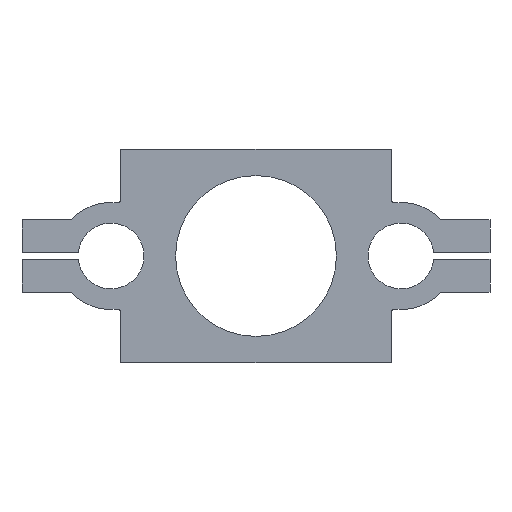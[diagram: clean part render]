
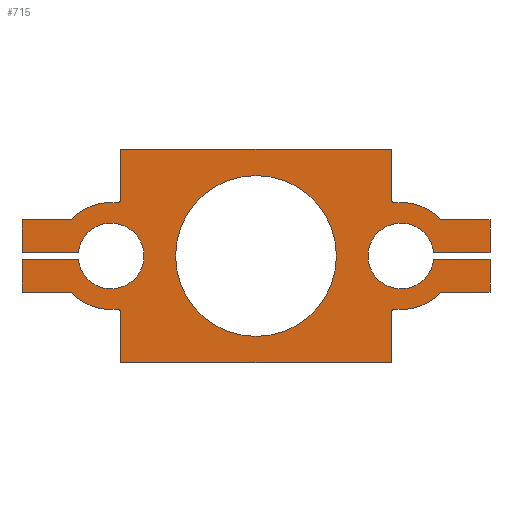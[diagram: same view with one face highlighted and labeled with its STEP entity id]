
A CAD part, front view. The second image highlights one B-rep face of the part: STEP entity #715.
In plain terms, the highlighted planar face has unit normal (0, -1, 0).
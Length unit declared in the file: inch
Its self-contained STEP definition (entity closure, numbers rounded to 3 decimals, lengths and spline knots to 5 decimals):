
#24=FACE_BOUND('',#124,.T.);
#44=PLANE('',#796);
#79=FACE_OUTER_BOUND('',#123,.T.);
#123=EDGE_LOOP('',(#636,#637,#638,#639,#640,#641,#642,#643,#644,#645,#646,
#647,#648,#649,#650,#651,#652,#653,#654,#655,#656,#657,#658,#659,#660,#661,
#662,#663));
#124=EDGE_LOOP('',(#664,#665));
#131=LINE('',#1029,#200);
#132=LINE('',#1033,#201);
#136=LINE('',#1041,#205);
#139=LINE('',#1047,#208);
#145=LINE('',#1071,#214);
#149=LINE('',#1083,#218);
#152=LINE('',#1089,#221);
#155=LINE('',#1094,#224);
#161=LINE('',#1119,#230);
#164=LINE('',#1124,#233);
#166=LINE('',#1129,#235);
#170=LINE('',#1137,#239);
#173=LINE('',#1143,#242);
#181=LINE('',#1170,#250);
#182=LINE('',#1172,#251);
#186=LINE('',#1192,#255);
#189=LINE('',#1198,#258);
#192=LINE('',#1203,#261);
#200=VECTOR('',#825,0.3937);
#201=VECTOR('',#828,0.3937);
#205=VECTOR('',#834,0.3937);
#208=VECTOR('',#839,0.3937);
#214=VECTOR('',#865,0.3937);
#218=VECTOR('',#877,0.3937);
#221=VECTOR('',#882,0.3937);
#224=VECTOR('',#887,0.3937);
#230=VECTOR('',#913,0.3937);
#233=VECTOR('',#918,0.3937);
#235=VECTOR('',#922,0.3937);
#239=VECTOR('',#928,0.3937);
#242=VECTOR('',#933,0.3937);
#250=VECTOR('',#961,0.3937);
#251=VECTOR('',#964,0.3937);
#255=VECTOR('',#986,0.3937);
#258=VECTOR('',#991,0.3937);
#261=VECTOR('',#996,0.3937);
#267=CIRCLE('',#737,0.025);
#269=CIRCLE('',#744,0.40697);
#271=CIRCLE('',#747,0.025);
#274=CIRCLE('',#751,0.40697);
#275=CIRCLE('',#754,0.25);
#281=CIRCLE('',#766,0.025);
#284=CIRCLE('',#775,0.40697);
#285=CIRCLE('',#777,0.025);
#287=CIRCLE('',#780,0.40697);
#290=CIRCLE('',#786,0.61024);
#291=CIRCLE('',#787,0.61024);
#293=CIRCLE('',#790,0.25);
#299=VERTEX_POINT('',#1016);
#300=VERTEX_POINT('',#1017);
#304=VERTEX_POINT('',#1027);
#305=VERTEX_POINT('',#1031);
#306=VERTEX_POINT('',#1032);
#309=VERTEX_POINT('',#1040);
#311=VERTEX_POINT('',#1046);
#313=VERTEX_POINT('',#1055);
#314=VERTEX_POINT('',#1056);
#318=VERTEX_POINT('',#1066);
#319=VERTEX_POINT('',#1070);
#321=VERTEX_POINT('',#1076);
#323=VERTEX_POINT('',#1082);
#325=VERTEX_POINT('',#1088);
#331=VERTEX_POINT('',#1109);
#332=VERTEX_POINT('',#1110);
#335=VERTEX_POINT('',#1118);
#337=VERTEX_POINT('',#1127);
#338=VERTEX_POINT('',#1128);
#341=VERTEX_POINT('',#1136);
#343=VERTEX_POINT('',#1142);
#345=VERTEX_POINT('',#1151);
#346=VERTEX_POINT('',#1152);
#349=VERTEX_POINT('',#1160);
#352=VERTEX_POINT('',#1168);
#355=VERTEX_POINT('',#1178);
#356=VERTEX_POINT('',#1180);
#357=VERTEX_POINT('',#1185);
#359=VERTEX_POINT('',#1191);
#361=VERTEX_POINT('',#1197);
#369=EDGE_CURVE('',#299,#300,#267,.T.);
#375=EDGE_CURVE('',#300,#304,#131,.T.);
#376=EDGE_CURVE('',#305,#306,#132,.T.);
#380=EDGE_CURVE('',#306,#309,#136,.T.);
#383=EDGE_CURVE('',#309,#311,#139,.T.);
#386=EDGE_CURVE('',#299,#311,#269,.T.);
#388=EDGE_CURVE('',#313,#314,#271,.T.);
#394=EDGE_CURVE('',#314,#318,#274,.T.);
#395=EDGE_CURVE('',#313,#319,#145,.T.);
#398=EDGE_CURVE('',#305,#321,#275,.T.);
#401=EDGE_CURVE('',#321,#323,#149,.T.);
#404=EDGE_CURVE('',#323,#325,#152,.T.);
#407=EDGE_CURVE('',#325,#318,#155,.T.);
#415=EDGE_CURVE('',#331,#332,#281,.T.);
#419=EDGE_CURVE('',#332,#335,#161,.T.);
#422=EDGE_CURVE('',#335,#304,#164,.T.);
#424=EDGE_CURVE('',#337,#338,#166,.T.);
#428=EDGE_CURVE('',#338,#341,#170,.T.);
#431=EDGE_CURVE('',#341,#343,#173,.T.);
#435=EDGE_CURVE('',#331,#343,#284,.T.);
#436=EDGE_CURVE('',#345,#346,#285,.T.);
#440=EDGE_CURVE('',#346,#349,#287,.T.);
#445=EDGE_CURVE('',#345,#352,#181,.T.);
#446=EDGE_CURVE('',#319,#352,#182,.T.);
#450=EDGE_CURVE('',#355,#356,#290,.T.);
#451=EDGE_CURVE('',#356,#355,#291,.T.);
#453=EDGE_CURVE('',#337,#357,#293,.T.);
#456=EDGE_CURVE('',#357,#359,#186,.T.);
#459=EDGE_CURVE('',#359,#361,#189,.T.);
#462=EDGE_CURVE('',#361,#349,#192,.T.);
#636=ORIENTED_EDGE('',*,*,#422,.F.);
#637=ORIENTED_EDGE('',*,*,#419,.F.);
#638=ORIENTED_EDGE('',*,*,#415,.F.);
#639=ORIENTED_EDGE('',*,*,#435,.T.);
#640=ORIENTED_EDGE('',*,*,#431,.F.);
#641=ORIENTED_EDGE('',*,*,#428,.F.);
#642=ORIENTED_EDGE('',*,*,#424,.F.);
#643=ORIENTED_EDGE('',*,*,#453,.T.);
#644=ORIENTED_EDGE('',*,*,#456,.T.);
#645=ORIENTED_EDGE('',*,*,#459,.T.);
#646=ORIENTED_EDGE('',*,*,#462,.T.);
#647=ORIENTED_EDGE('',*,*,#440,.F.);
#648=ORIENTED_EDGE('',*,*,#436,.F.);
#649=ORIENTED_EDGE('',*,*,#445,.T.);
#650=ORIENTED_EDGE('',*,*,#446,.F.);
#651=ORIENTED_EDGE('',*,*,#395,.F.);
#652=ORIENTED_EDGE('',*,*,#388,.T.);
#653=ORIENTED_EDGE('',*,*,#394,.T.);
#654=ORIENTED_EDGE('',*,*,#407,.F.);
#655=ORIENTED_EDGE('',*,*,#404,.F.);
#656=ORIENTED_EDGE('',*,*,#401,.F.);
#657=ORIENTED_EDGE('',*,*,#398,.F.);
#658=ORIENTED_EDGE('',*,*,#376,.T.);
#659=ORIENTED_EDGE('',*,*,#380,.T.);
#660=ORIENTED_EDGE('',*,*,#383,.T.);
#661=ORIENTED_EDGE('',*,*,#386,.F.);
#662=ORIENTED_EDGE('',*,*,#369,.T.);
#663=ORIENTED_EDGE('',*,*,#375,.T.);
#664=ORIENTED_EDGE('',*,*,#451,.F.);
#665=ORIENTED_EDGE('',*,*,#450,.F.);
#715=ADVANCED_FACE('',(#79,#24),#44,.F.);
#737=AXIS2_PLACEMENT_3D('',#1018,#815,#816);
#744=AXIS2_PLACEMENT_3D('',#1052,#844,#845);
#747=AXIS2_PLACEMENT_3D('',#1057,#850,#851);
#751=AXIS2_PLACEMENT_3D('',#1068,#861,#862);
#754=AXIS2_PLACEMENT_3D('',#1077,#870,#871);
#766=AXIS2_PLACEMENT_3D('',#1111,#905,#906);
#775=AXIS2_PLACEMENT_3D('',#1149,#940,#941);
#777=AXIS2_PLACEMENT_3D('',#1153,#944,#945);
#780=AXIS2_PLACEMENT_3D('',#1161,#952,#953);
#786=AXIS2_PLACEMENT_3D('',#1181,#971,#972);
#787=AXIS2_PLACEMENT_3D('',#1182,#973,#974);
#790=AXIS2_PLACEMENT_3D('',#1186,#979,#980);
#796=AXIS2_PLACEMENT_3D('',#1206,#1000,#1001);
#815=DIRECTION('center_axis',(0.,1.,0.));
#816=DIRECTION('ref_axis',(-0.665,0.,-0.747));
#825=DIRECTION('',(0.,0.,1.));
#828=DIRECTION('',(1.,0.,0.));
#834=DIRECTION('',(0.,0.,1.));
#839=DIRECTION('',(-1.,0.,0.));
#844=DIRECTION('center_axis',(0.,1.,0.));
#845=DIRECTION('ref_axis',(-0.184,0.,0.983));
#850=DIRECTION('center_axis',(0.,1.,0.));
#851=DIRECTION('ref_axis',(-0.665,0.,0.747));
#861=DIRECTION('center_axis',(0.,-1.,0.));
#862=DIRECTION('ref_axis',(-0.184,0.,-0.983));
#865=DIRECTION('',(0.,0.,-1.));
#870=DIRECTION('center_axis',(0.,-1.,0.));
#871=DIRECTION('ref_axis',(-1.,0.,0.));
#877=DIRECTION('',(1.,0.,0.));
#882=DIRECTION('',(0.,0.,-1.));
#887=DIRECTION('',(-1.,0.,0.));
#905=DIRECTION('center_axis',(0.,-1.,0.));
#906=DIRECTION('ref_axis',(0.665,0.,-0.747));
#913=DIRECTION('',(0.,0.,1.));
#918=DIRECTION('',(1.,0.,0.));
#922=DIRECTION('',(-1.,0.,0.));
#928=DIRECTION('',(0.,0.,1.));
#933=DIRECTION('',(1.,0.,0.));
#940=DIRECTION('center_axis',(0.,-1.,0.));
#941=DIRECTION('ref_axis',(0.184,0.,0.983));
#944=DIRECTION('center_axis',(0.,-1.,0.));
#945=DIRECTION('ref_axis',(0.665,0.,0.747));
#952=DIRECTION('center_axis',(0.,1.,0.));
#953=DIRECTION('ref_axis',(0.184,0.,-0.983));
#961=DIRECTION('',(0.,0.,-1.));
#964=DIRECTION('',(-1.,0.,0.));
#971=DIRECTION('center_axis',(0.,-1.,0.));
#972=DIRECTION('ref_axis',(1.,0.,0.));
#973=DIRECTION('center_axis',(0.,-1.,0.));
#974=DIRECTION('ref_axis',(1.,0.,0.));
#979=DIRECTION('center_axis',(0.,1.,0.));
#980=DIRECTION('ref_axis',(1.,0.,0.));
#986=DIRECTION('',(-1.,0.,0.));
#991=DIRECTION('',(0.,0.,-1.));
#996=DIRECTION('',(1.,0.,0.));
#1000=DIRECTION('center_axis',(0.,1.,0.));
#1001=DIRECTION('ref_axis',(1.,0.,0.));
#1016=CARTESIAN_POINT('',(1.05289,0.,0.40424));
#1017=CARTESIAN_POINT('',(1.025,0.,0.42907));
#1018=CARTESIAN_POINT('Origin',(1.05,0.,0.42907));
#1027=CARTESIAN_POINT('',(1.025,0.,0.81024));
#1029=CARTESIAN_POINT('',(1.025,0.,0.4));
#1031=CARTESIAN_POINT('',(1.34875,0.,0.025));
#1032=CARTESIAN_POINT('',(1.775,0.,0.025));
#1033=CARTESIAN_POINT('',(1.34875,0.,0.025));
#1040=CARTESIAN_POINT('',(1.775,0.,0.275));
#1041=CARTESIAN_POINT('',(1.775,0.,0.025));
#1046=CARTESIAN_POINT('',(1.4,0.,0.275));
#1047=CARTESIAN_POINT('',(1.775,0.,0.275));
#1052=CARTESIAN_POINT('Origin',(1.1,0.,0.));
#1055=CARTESIAN_POINT('',(1.025,0.,-0.42907));
#1056=CARTESIAN_POINT('',(1.05289,0.,-0.40424));
#1057=CARTESIAN_POINT('Origin',(1.05,0.,-0.42907));
#1066=CARTESIAN_POINT('',(1.4,0.,-0.275));
#1068=CARTESIAN_POINT('Origin',(1.1,0.,0.));
#1070=CARTESIAN_POINT('',(1.025,0.,-0.81024));
#1071=CARTESIAN_POINT('',(1.025,0.,-0.4));
#1076=CARTESIAN_POINT('',(1.34875,0.,-0.025));
#1077=CARTESIAN_POINT('Origin',(1.1,0.,0.));
#1082=CARTESIAN_POINT('',(1.775,0.,-0.025));
#1083=CARTESIAN_POINT('',(1.34875,0.,-0.025));
#1088=CARTESIAN_POINT('',(1.775,0.,-0.275));
#1089=CARTESIAN_POINT('',(1.775,0.,-0.025));
#1094=CARTESIAN_POINT('',(1.775,0.,-0.275));
#1109=CARTESIAN_POINT('',(-1.05289,0.,0.40424));
#1110=CARTESIAN_POINT('',(-1.025,0.,0.42907));
#1111=CARTESIAN_POINT('Origin',(-1.05,0.,0.42907));
#1118=CARTESIAN_POINT('',(-1.025,0.,0.81024));
#1119=CARTESIAN_POINT('',(-1.025,0.,0.4));
#1124=CARTESIAN_POINT('',(-1.4,0.,0.81024));
#1127=CARTESIAN_POINT('',(-1.34875,0.,0.025));
#1128=CARTESIAN_POINT('',(-1.775,0.,0.025));
#1129=CARTESIAN_POINT('',(-1.34875,0.,0.025));
#1136=CARTESIAN_POINT('',(-1.775,0.,0.275));
#1137=CARTESIAN_POINT('',(-1.775,0.,0.025));
#1142=CARTESIAN_POINT('',(-1.4,0.,0.275));
#1143=CARTESIAN_POINT('',(-1.775,0.,0.275));
#1149=CARTESIAN_POINT('Origin',(-1.1,0.,0.));
#1151=CARTESIAN_POINT('',(-1.025,0.,-0.42907));
#1152=CARTESIAN_POINT('',(-1.05289,0.,-0.40424));
#1153=CARTESIAN_POINT('Origin',(-1.05,0.,-0.42907));
#1160=CARTESIAN_POINT('',(-1.4,0.,-0.275));
#1161=CARTESIAN_POINT('Origin',(-1.1,0.,0.));
#1168=CARTESIAN_POINT('',(-1.025,0.,-0.81024));
#1170=CARTESIAN_POINT('',(-1.025,0.,-0.4));
#1172=CARTESIAN_POINT('',(1.4,0.,-0.81024));
#1178=CARTESIAN_POINT('',(-0.61024,0.,0.));
#1180=CARTESIAN_POINT('',(0.,0.,-0.61024));
#1181=CARTESIAN_POINT('Origin',(0.,0.,0.));
#1182=CARTESIAN_POINT('Origin',(0.,0.,0.));
#1185=CARTESIAN_POINT('',(-1.34875,0.,-0.025));
#1186=CARTESIAN_POINT('Origin',(-1.1,0.,0.));
#1191=CARTESIAN_POINT('',(-1.775,0.,-0.025));
#1192=CARTESIAN_POINT('',(-1.34875,0.,-0.025));
#1197=CARTESIAN_POINT('',(-1.775,0.,-0.275));
#1198=CARTESIAN_POINT('',(-1.775,0.,-0.025));
#1203=CARTESIAN_POINT('',(-1.775,0.,-0.275));
#1206=CARTESIAN_POINT('Origin',(-0.8875,0.,-0.40512));
